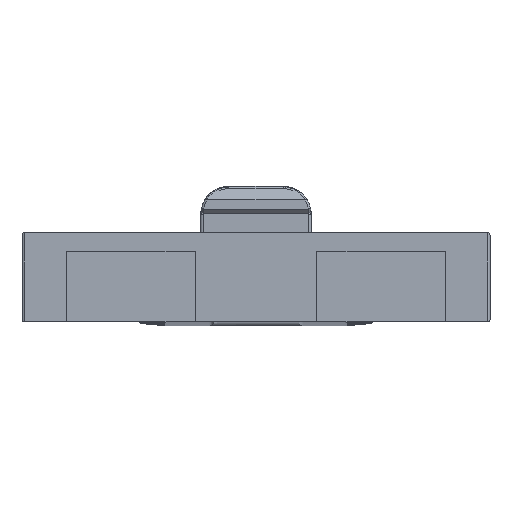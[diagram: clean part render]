
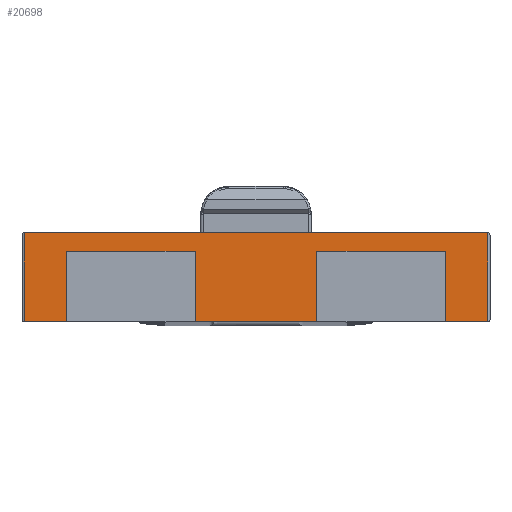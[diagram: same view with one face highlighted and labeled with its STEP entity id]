
A CAD part, top view. The second image highlights one B-rep face of the part: STEP entity #20698.
In plain terms, the highlighted planar face has unit normal (0, 0, 1).
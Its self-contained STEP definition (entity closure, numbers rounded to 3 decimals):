
#9931 = AXIS2_PLACEMENT_3D ( 'NONE', #13228, #13237, #13238 ) ;
#12438 = FACE_OUTER_BOUND ( 'NONE', #25461, .T. ) ;
#13228 = CARTESIAN_POINT ( 'NONE',  ( -4., -2.5, 10.3 ) ) ;
#13235 = PLANE ( 'NONE',  #9931 ) ;
#13237 = DIRECTION ( 'NONE',  ( 0., 0., 1. ) ) ;
#13238 = DIRECTION ( 'NONE',  ( 1., 0., 0. ) ) ;
#20698 = ADVANCED_FACE ( 'NONE', ( #12438 ), #13235, .T. ) ;
#21199 = CARTESIAN_POINT ( 'NONE',  ( -20.25, 14.073, 10.3 ) ) ;
#21211 = CARTESIAN_POINT ( 'NONE',  ( -20.25, -2., 10.3 ) ) ;
#21214 = CARTESIAN_POINT ( 'NONE',  ( -9.754, -9.5, 10.3 ) ) ;
#21215 = CARTESIAN_POINT ( 'NONE',  ( -6.5, 14.073, 10.3 ) ) ;
#21216 = DIRECTION ( 'NONE',  ( 1., 0., 0. ) ) ;
#21217 = DIRECTION ( 'NONE',  ( 0., -1., 0. ) ) ;
#21218 = CARTESIAN_POINT ( 'NONE',  ( 6.5, -2., 10.3 ) ) ;
#21219 = DIRECTION ( 'NONE',  ( -1., 0., 0. ) ) ;
#21220 = CARTESIAN_POINT ( 'NONE',  ( 20.25, 14.073, 10.3 ) ) ;
#21221 = DIRECTION ( 'NONE',  ( 0., -1., 0. ) ) ;
#21222 = CARTESIAN_POINT ( 'NONE',  ( -9.754, -9.5, 10.3 ) ) ;
#21223 = DIRECTION ( 'NONE',  ( 1., 0., 0. ) ) ;
#21224 = CARTESIAN_POINT ( 'NONE',  ( 6.5, 14.073, 10.3 ) ) ;
#21226 = DIRECTION ( 'NONE',  ( 0., -1., 0. ) ) ;
#21227 = DIRECTION ( 'NONE',  ( -1., 0., 0. ) ) ;
#21228 = DIRECTION ( 'NONE',  ( 0., -1., 0. ) ) ;
#21229 = CARTESIAN_POINT ( 'NONE',  ( -9.754, -9.5, 10.3 ) ) ;
#21230 = DIRECTION ( 'NONE',  ( 1., 0., 0. ) ) ;
#21231 = CARTESIAN_POINT ( 'NONE',  ( 24.75, 21.388, 10.3 ) ) ;
#21232 = DIRECTION ( 'NONE',  ( 0., 1., 0. ) ) ;
#21233 = CARTESIAN_POINT ( 'NONE',  ( 10., 0., 10.3 ) ) ;
#21234 = DIRECTION ( 'NONE',  ( -1., 0., 0. ) ) ;
#21235 = CARTESIAN_POINT ( 'NONE',  ( -24.75, -2.5, 10.3 ) ) ;
#21236 = DIRECTION ( 'NONE',  ( 0., -1., 0. ) ) ;
#22900 = LINE ( 'NONE', #21199, #22914 ) ;
#22904 = LINE ( 'NONE', #21214, #22910 ) ;
#22908 = LINE ( 'NONE', #21211, #22918 ) ;
#22910 = VECTOR ( 'NONE', #21216, 1000. ) ;
#22912 = LINE ( 'NONE', #21215, #22922 ) ;
#22914 = VECTOR ( 'NONE', #21217, 1000. ) ;
#22916 = LINE ( 'NONE', #21218, #22934 ) ;
#22918 = VECTOR ( 'NONE', #21219, 1000. ) ;
#22920 = LINE ( 'NONE', #21222, #22926 ) ;
#22922 = VECTOR ( 'NONE', #21221, 1000. ) ;
#22924 = LINE ( 'NONE', #21224, #22930 ) ;
#22926 = VECTOR ( 'NONE', #21223, 1000. ) ;
#22928 = LINE ( 'NONE', #21220, #22938 ) ;
#22930 = VECTOR ( 'NONE', #21226, 1000. ) ;
#22934 = VECTOR ( 'NONE', #21227, 1000. ) ;
#22936 = LINE ( 'NONE', #21229, #22942 ) ;
#22938 = VECTOR ( 'NONE', #21228, 1000. ) ;
#22940 = LINE ( 'NONE', #21231, #22946 ) ;
#22942 = VECTOR ( 'NONE', #21230, 1000. ) ;
#22944 = LINE ( 'NONE', #21233, #22950 ) ;
#22946 = VECTOR ( 'NONE', #21232, 1000. ) ;
#22948 = LINE ( 'NONE', #21235, #22954 ) ;
#22950 = VECTOR ( 'NONE', #21234, 1000. ) ;
#22954 = VECTOR ( 'NONE', #21236, 1000. ) ;
#25461 = EDGE_LOOP ( 'NONE', ( #28688, #28689, #28690, #28691, #28692, #28693, #28694, #28695, #28696, #28697, #28698, #28699 ) ) ;
#26619 = EDGE_CURVE ( 'NONE', #43167, #43166, #22904, .T. ) ;
#26620 = EDGE_CURVE ( 'NONE', #43165, #43166, #22900, .T. ) ;
#26621 = EDGE_CURVE ( 'NONE', #43162, #43165, #22908, .T. ) ;
#26622 = EDGE_CURVE ( 'NONE', #43162, #43159, #22912, .T. ) ;
#26623 = EDGE_CURVE ( 'NONE', #43159, #43158, #22920, .T. ) ;
#26624 = EDGE_CURVE ( 'NONE', #43161, #43158, #22924, .T. ) ;
#26625 = EDGE_CURVE ( 'NONE', #43160, #43161, #22916, .T. ) ;
#26626 = EDGE_CURVE ( 'NONE', #43160, #43155, #22928, .T. ) ;
#26627 = EDGE_CURVE ( 'NONE', #43155, #43154, #22936, .T. ) ;
#26628 = EDGE_CURVE ( 'NONE', #43154, #43153, #22940, .T. ) ;
#26629 = EDGE_CURVE ( 'NONE', #43153, #43151, #22944, .T. ) ;
#26630 = EDGE_CURVE ( 'NONE', #43151, #43167, #22948, .T. ) ;
#28688 = ORIENTED_EDGE ( 'NONE', *, *, #26619, .T. ) ;
#28689 = ORIENTED_EDGE ( 'NONE', *, *, #26620, .F. ) ;
#28690 = ORIENTED_EDGE ( 'NONE', *, *, #26621, .F. ) ;
#28691 = ORIENTED_EDGE ( 'NONE', *, *, #26622, .T. ) ;
#28692 = ORIENTED_EDGE ( 'NONE', *, *, #26623, .T. ) ;
#28693 = ORIENTED_EDGE ( 'NONE', *, *, #26624, .F. ) ;
#28694 = ORIENTED_EDGE ( 'NONE', *, *, #26625, .F. ) ;
#28695 = ORIENTED_EDGE ( 'NONE', *, *, #26626, .T. ) ;
#28696 = ORIENTED_EDGE ( 'NONE', *, *, #26627, .T. ) ;
#28697 = ORIENTED_EDGE ( 'NONE', *, *, #26628, .T. ) ;
#28698 = ORIENTED_EDGE ( 'NONE', *, *, #26629, .T. ) ;
#28699 = ORIENTED_EDGE ( 'NONE', *, *, #26630, .T. ) ;
#35511 = CARTESIAN_POINT ( 'NONE',  ( -24.75, 0., 10.3 ) ) ;
#35512 = CARTESIAN_POINT ( 'NONE',  ( 24.75, 0., 10.3 ) ) ;
#35513 = CARTESIAN_POINT ( 'NONE',  ( 6.5, -9.5, 10.3 ) ) ;
#35514 = CARTESIAN_POINT ( 'NONE',  ( 6.5, -2., 10.3 ) ) ;
#35516 = CARTESIAN_POINT ( 'NONE',  ( 24.75, -9.5, 10.3 ) ) ;
#35517 = CARTESIAN_POINT ( 'NONE',  ( 20.25, -9.5, 10.3 ) ) ;
#35520 = CARTESIAN_POINT ( 'NONE',  ( -6.5, -9.5, 10.3 ) ) ;
#35521 = CARTESIAN_POINT ( 'NONE',  ( 20.25, -2., 10.3 ) ) ;
#35522 = CARTESIAN_POINT ( 'NONE',  ( -6.5, -2., 10.3 ) ) ;
#35524 = CARTESIAN_POINT ( 'NONE',  ( -20.25, -2., 10.3 ) ) ;
#35525 = CARTESIAN_POINT ( 'NONE',  ( -20.25, -9.5, 10.3 ) ) ;
#35526 = CARTESIAN_POINT ( 'NONE',  ( -24.75, -9.5, 10.3 ) ) ;
#43151 = VERTEX_POINT ( 'NONE', #35511 ) ;
#43153 = VERTEX_POINT ( 'NONE', #35512 ) ;
#43154 = VERTEX_POINT ( 'NONE', #35516 ) ;
#43155 = VERTEX_POINT ( 'NONE', #35517 ) ;
#43158 = VERTEX_POINT ( 'NONE', #35513 ) ;
#43159 = VERTEX_POINT ( 'NONE', #35520 ) ;
#43160 = VERTEX_POINT ( 'NONE', #35521 ) ;
#43161 = VERTEX_POINT ( 'NONE', #35514 ) ;
#43162 = VERTEX_POINT ( 'NONE', #35522 ) ;
#43165 = VERTEX_POINT ( 'NONE', #35524 ) ;
#43166 = VERTEX_POINT ( 'NONE', #35525 ) ;
#43167 = VERTEX_POINT ( 'NONE', #35526 ) ;
